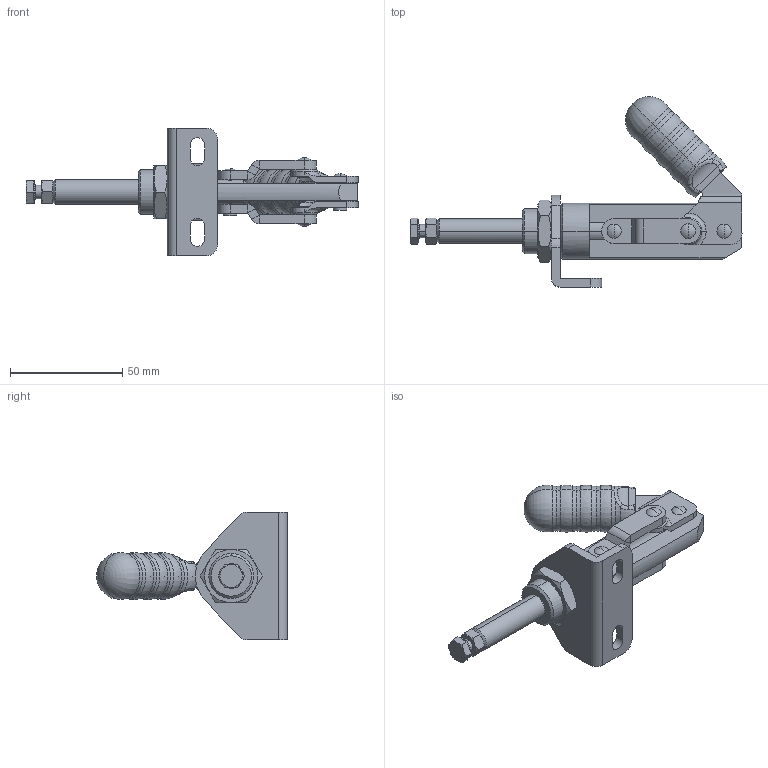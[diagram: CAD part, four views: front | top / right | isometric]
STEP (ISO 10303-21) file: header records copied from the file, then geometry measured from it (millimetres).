
FILE_DESCRIPTION (( 'STEP AP214' ), '1' );
FILE_NAME ('GH-30250M(Â²¤Æ).STEP', '2020-06-11T02:44:14', ( 'LinWei' ), ( '' ), 'SwSTEP 2.0', 'SolidWorks 2016', '' );
FILE_SCHEMA (( 'AUTOMOTIVE_DESIGN' ));
Length unit declared in the file: millimetre
Products named in the file (7): 13025014-1^GH-30250M(簡化); 4303233-1^GH-30250M(簡化); Group6^GH-30250M(簡化); Group3^GH-30250M(簡化); Group2^GH-30250M(簡化); Group1^GH-30250M(簡化); GH-30250M(簡化)
Assembly tree (6 placements, depth 2):
  GH-30250M(簡化)
    Group1^GH-30250M(簡化)
    Group2^GH-30250M(簡化)
    Group3^GH-30250M(簡化)
    Group6^GH-30250M(簡化)
    4303233-1^GH-30250M(簡化)
    13025014-1^GH-30250M(簡化)
Bounding box: 148 x 84.96 x 57 mm (x, y, z)
Volume: 57847.5 mm3; surface area: 30571.7 mm2
Topology: 5 solids, 8 shells, 351 faces, 832 edges, 492 vertices
Faces by surface type: plane 141, cylinder 92, cone 44, torus 42, sphere 16, bspline 16
Entity records: 12088 total; most frequent: CARTESIAN_POINT 2985, DIRECTION 1723, ORIENTED_EDGE 1602, EDGE_CURVE 801, AXIS2_PLACEMENT_3D 693, VERTEX_POINT 479, EDGE_LOOP 388, ADVANCED_FACE 351
